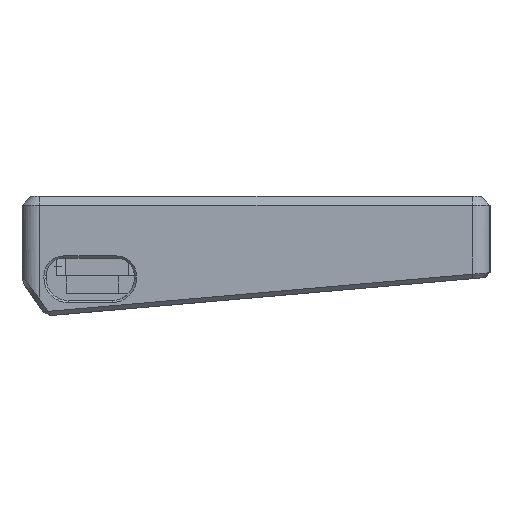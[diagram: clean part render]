
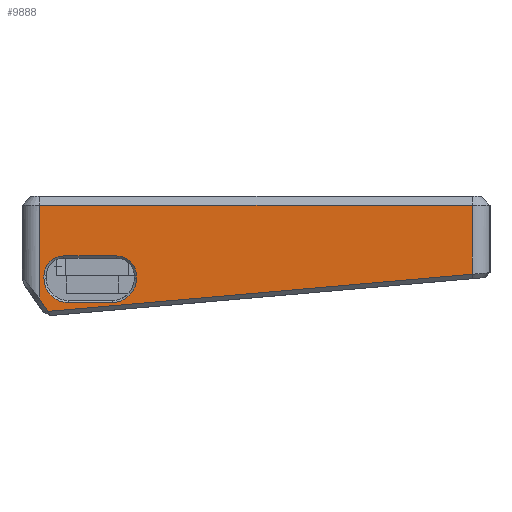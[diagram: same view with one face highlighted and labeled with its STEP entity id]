
A CAD part, left-side view. The second image highlights one B-rep face of the part: STEP entity #9888.
In plain terms, the highlighted planar face has unit normal (-1, 0, 0).
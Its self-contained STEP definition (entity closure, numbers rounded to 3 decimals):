
#129=B_SPLINE_CURVE_WITH_KNOTS('',3,(#14995,#14996,#14997,#14998),
 .UNSPECIFIED.,.F.,.F.,(4,4),(-1.571,-1.367),
 .UNSPECIFIED.);
#132=B_SPLINE_CURVE_WITH_KNOTS('',3,(#15057,#15058,#15059,#15060),
 .UNSPECIFIED.,.F.,.F.,(4,4),(1.549,1.571),
 .UNSPECIFIED.);
#195=FACE_BOUND('',#1229,.T.);
#383=CIRCLE('',#10478,4.5);
#384=CIRCLE('',#10479,4.5);
#385=CIRCLE('',#10480,5.5);
#386=CIRCLE('',#10481,5.5);
#678=FACE_OUTER_BOUND('',#1228,.T.);
#1228=EDGE_LOOP('',(#7279,#7280,#7281,#7282,#7283,#7284,#7285));
#1229=EDGE_LOOP('',(#7286,#7287,#7288,#7289,#7290,#7291,#7292,#7293));
#2033=LINE('',#14969,#3210);
#2036=LINE('',#14974,#3213);
#2070=LINE('',#15195,#3247);
#2071=LINE('',#15199,#3248);
#2072=LINE('',#15200,#3249);
#2073=LINE('',#15203,#3250);
#2074=LINE('',#15207,#3251);
#2075=LINE('',#15211,#3252);
#2076=LINE('',#15215,#3253);
#3210=VECTOR('',#11722,10.);
#3213=VECTOR('',#11727,10.);
#3247=VECTOR('',#11819,10.);
#3248=VECTOR('',#11824,10.);
#3249=VECTOR('',#11825,10.);
#3250=VECTOR('',#11826,10.);
#3251=VECTOR('',#11829,10.);
#3252=VECTOR('',#11832,10.);
#3253=VECTOR('',#11835,10.);
#4336=VERTEX_POINT('',#14938);
#4342=VERTEX_POINT('',#14962);
#4344=VERTEX_POINT('',#14967);
#4345=VERTEX_POINT('',#14972);
#4346=VERTEX_POINT('',#15019);
#4374=VERTEX_POINT('',#15194);
#4375=VERTEX_POINT('',#15198);
#4376=VERTEX_POINT('',#15201);
#4377=VERTEX_POINT('',#15202);
#4378=VERTEX_POINT('',#15204);
#4379=VERTEX_POINT('',#15206);
#4380=VERTEX_POINT('',#15208);
#4381=VERTEX_POINT('',#15210);
#4382=VERTEX_POINT('',#15212);
#4383=VERTEX_POINT('',#15214);
#5424=EDGE_CURVE('',#4344,#4342,#2033,.T.);
#5427=EDGE_CURVE('',#4342,#4345,#2036,.T.);
#5430=EDGE_CURVE('',#4345,#4336,#129,.T.);
#5438=EDGE_CURVE('',#4346,#4344,#132,.T.);
#5481=EDGE_CURVE('',#4336,#4374,#2070,.T.);
#5483=EDGE_CURVE('',#4375,#4346,#2071,.T.);
#5484=EDGE_CURVE('',#4374,#4375,#2072,.T.);
#5485=EDGE_CURVE('',#4376,#4377,#2073,.T.);
#5486=EDGE_CURVE('',#4378,#4376,#383,.T.);
#5487=EDGE_CURVE('',#4379,#4378,#2074,.T.);
#5488=EDGE_CURVE('',#4380,#4379,#384,.T.);
#5489=EDGE_CURVE('',#4381,#4380,#2075,.T.);
#5490=EDGE_CURVE('',#4382,#4381,#385,.T.);
#5491=EDGE_CURVE('',#4383,#4382,#2076,.T.);
#5492=EDGE_CURVE('',#4377,#4383,#386,.T.);
#7279=ORIENTED_EDGE('',*,*,#5430,.F.);
#7280=ORIENTED_EDGE('',*,*,#5427,.F.);
#7281=ORIENTED_EDGE('',*,*,#5424,.F.);
#7282=ORIENTED_EDGE('',*,*,#5438,.F.);
#7283=ORIENTED_EDGE('',*,*,#5483,.F.);
#7284=ORIENTED_EDGE('',*,*,#5484,.F.);
#7285=ORIENTED_EDGE('',*,*,#5481,.F.);
#7286=ORIENTED_EDGE('',*,*,#5485,.F.);
#7287=ORIENTED_EDGE('',*,*,#5486,.F.);
#7288=ORIENTED_EDGE('',*,*,#5487,.F.);
#7289=ORIENTED_EDGE('',*,*,#5488,.F.);
#7290=ORIENTED_EDGE('',*,*,#5489,.F.);
#7291=ORIENTED_EDGE('',*,*,#5490,.F.);
#7292=ORIENTED_EDGE('',*,*,#5491,.F.);
#7293=ORIENTED_EDGE('',*,*,#5492,.F.);
#9459=PLANE('',#10477);
#9888=ADVANCED_FACE('',(#678,#195),#9459,.T.);
#10477=AXIS2_PLACEMENT_3D('',#15197,#11822,#11823);
#10478=AXIS2_PLACEMENT_3D('',#15205,#11827,#11828);
#10479=AXIS2_PLACEMENT_3D('',#15209,#11830,#11831);
#10480=AXIS2_PLACEMENT_3D('',#15213,#11833,#11834);
#10481=AXIS2_PLACEMENT_3D('',#15216,#11836,#11837);
#11722=DIRECTION('',(0.,0.996,-0.087));
#11727=DIRECTION('',(0.,0.574,0.819));
#11819=DIRECTION('',(0.,0.,1.));
#11822=DIRECTION('center_axis',(-1.,0.,0.));
#11823=DIRECTION('ref_axis',(0.,-1.,0.));
#11824=DIRECTION('',(0.,0.,-1.));
#11825=DIRECTION('',(0.,-1.,0.));
#11826=DIRECTION('',(0.,0.,-1.));
#11827=DIRECTION('center_axis',(-1.,0.,0.));
#11828=DIRECTION('ref_axis',(0.,0.707,0.707));
#11829=DIRECTION('',(0.,1.,0.));
#11830=DIRECTION('center_axis',(-1.,0.,0.));
#11831=DIRECTION('ref_axis',(0.,-0.707,0.707));
#11832=DIRECTION('',(0.,0.,1.));
#11833=DIRECTION('center_axis',(-1.,0.,0.));
#11834=DIRECTION('ref_axis',(0.,-0.707,-0.707));
#11835=DIRECTION('',(0.,-1.,0.));
#11836=DIRECTION('center_axis',(-1.,0.,0.));
#11837=DIRECTION('ref_axis',(0.,0.707,-0.707));
#14938=CARTESIAN_POINT('',(-15.,11.,-14.277));
#14962=CARTESIAN_POINT('',(-15.,9.037,-17.074));
#14967=CARTESIAN_POINT('',(-15.,-87.113,-8.662));
#14969=CARTESIAN_POINT('',(-15.,11.542,-17.294));
#14972=CARTESIAN_POINT('',(-15.,10.181,-15.441));
#14974=CARTESIAN_POINT('',(-15.,16.601,-6.272));
#14995=CARTESIAN_POINT('Ctrl Pts',(-15.,10.181,-15.441));
#14996=CARTESIAN_POINT('Ctrl Pts',(-15.,10.453,-15.052));
#14997=CARTESIAN_POINT('Ctrl Pts',(-15.,10.724,-14.663));
#14998=CARTESIAN_POINT('Ctrl Pts',(-15.,11.,-14.277));
#15019=CARTESIAN_POINT('',(-15.,-87.2,-8.655));
#15057=CARTESIAN_POINT('Ctrl Pts',(-15.,-87.2,-8.655));
#15058=CARTESIAN_POINT('Ctrl Pts',(-15.,-87.171,-8.657));
#15059=CARTESIAN_POINT('Ctrl Pts',(-15.,-87.142,-8.66));
#15060=CARTESIAN_POINT('Ctrl Pts',(-15.,-87.113,-8.662));
#15194=CARTESIAN_POINT('',(-15.,11.,7.));
#15195=CARTESIAN_POINT('',(-15.,11.,0.));
#15197=CARTESIAN_POINT('Origin',(-15.,15.,0.));
#15198=CARTESIAN_POINT('',(-15.,-87.2,7.));
#15199=CARTESIAN_POINT('',(-15.,-87.2,0.));
#15200=CARTESIAN_POINT('',(-15.,-11.55,7.));
#15201=CARTESIAN_POINT('',(-15.,10.025,-9.));
#15202=CARTESIAN_POINT('',(-15.,10.025,-9.6));
#15203=CARTESIAN_POINT('',(-15.,10.025,0.));
#15204=CARTESIAN_POINT('',(-15.,5.525,-4.5));
#15205=CARTESIAN_POINT('Origin',(-15.,5.525,-9.));
#15206=CARTESIAN_POINT('',(-15.,-6.475,-4.5));
#15207=CARTESIAN_POINT('',(-15.,-11.55,-4.5));
#15208=CARTESIAN_POINT('',(-15.,-10.975,-9.));
#15209=CARTESIAN_POINT('Origin',(-15.,-6.475,-9.));
#15210=CARTESIAN_POINT('',(-15.,-10.975,-9.6));
#15211=CARTESIAN_POINT('',(-15.,-10.975,0.));
#15212=CARTESIAN_POINT('',(-15.,-5.475,-15.1));
#15213=CARTESIAN_POINT('Origin',(-15.,-5.475,-9.6));
#15214=CARTESIAN_POINT('',(-15.,4.525,-15.1));
#15215=CARTESIAN_POINT('',(-15.,7.263,-15.1));
#15216=CARTESIAN_POINT('Origin',(-15.,4.525,-9.6));
